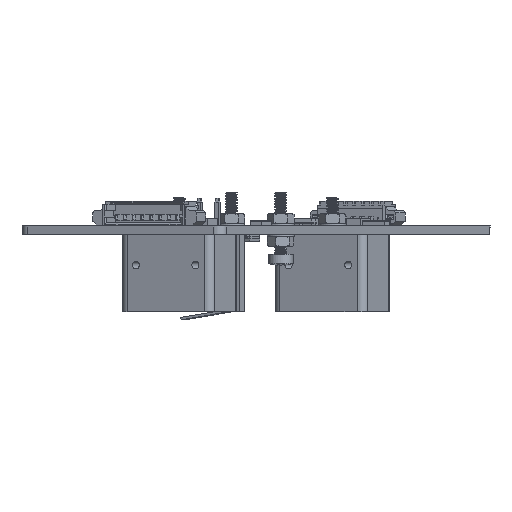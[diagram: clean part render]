
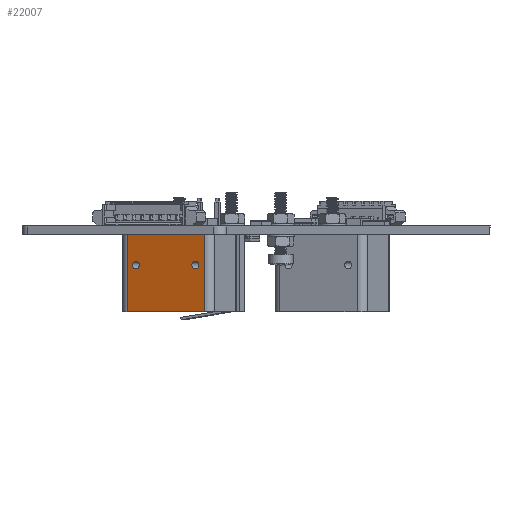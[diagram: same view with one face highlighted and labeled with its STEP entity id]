
A CAD part, left-side view. The second image highlights one B-rep face of the part: STEP entity #22007.
In plain terms, the highlighted face is planar.
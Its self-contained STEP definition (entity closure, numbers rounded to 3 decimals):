
#606=FACE_BOUND('',#2500,.T.);
#607=FACE_BOUND('',#2501,.T.);
#717=CIRCLE('',#23531,0.5);
#718=CIRCLE('',#23532,0.5);
#720=CIRCLE('',#23535,0.5);
#721=CIRCLE('',#23536,0.5);
#1260=FACE_OUTER_BOUND('',#2499,.T.);
#2499=EDGE_LOOP('',(#15069,#15070,#15071,#15072));
#2500=EDGE_LOOP('',(#15073,#15074));
#2501=EDGE_LOOP('',(#15075,#15076));
#3868=LINE('',#31410,#6627);
#3869=LINE('',#31417,#6628);
#3870=LINE('',#31420,#6629);
#3871=LINE('',#31421,#6630);
#6627=VECTOR('',#25532,10.);
#6628=VECTOR('',#25541,10.);
#6629=VECTOR('',#25544,10.);
#6630=VECTOR('',#25545,10.);
#9329=VERTEX_POINT('',#31320);
#9330=VERTEX_POINT('',#31321);
#9332=VERTEX_POINT('',#31328);
#9333=VERTEX_POINT('',#31329);
#9360=VERTEX_POINT('',#31407);
#9361=VERTEX_POINT('',#31409);
#9363=VERTEX_POINT('',#31415);
#9364=VERTEX_POINT('',#31419);
#11516=EDGE_CURVE('',#9329,#9330,#717,.T.);
#11517=EDGE_CURVE('',#9330,#9329,#718,.T.);
#11520=EDGE_CURVE('',#9332,#9333,#720,.T.);
#11521=EDGE_CURVE('',#9333,#9332,#721,.T.);
#11559=EDGE_CURVE('',#9361,#9360,#3868,.T.);
#11563=EDGE_CURVE('',#9361,#9363,#3869,.T.);
#11564=EDGE_CURVE('',#9364,#9360,#3870,.T.);
#11565=EDGE_CURVE('',#9363,#9364,#3871,.T.);
#15069=ORIENTED_EDGE('',*,*,#11563,.F.);
#15070=ORIENTED_EDGE('',*,*,#11559,.T.);
#15071=ORIENTED_EDGE('',*,*,#11564,.F.);
#15072=ORIENTED_EDGE('',*,*,#11565,.F.);
#15073=ORIENTED_EDGE('',*,*,#11516,.T.);
#15074=ORIENTED_EDGE('',*,*,#11517,.T.);
#15075=ORIENTED_EDGE('',*,*,#11520,.T.);
#15076=ORIENTED_EDGE('',*,*,#11521,.T.);
#20975=PLANE('',#23559);
#22007=ADVANCED_FACE('',(#1260,#606,#607),#20975,.T.);
#23531=AXIS2_PLACEMENT_3D('',#31322,#25451,#25452);
#23532=AXIS2_PLACEMENT_3D('',#31323,#25453,#25454);
#23535=AXIS2_PLACEMENT_3D('',#31330,#25460,#25461);
#23536=AXIS2_PLACEMENT_3D('',#31331,#25462,#25463);
#23559=AXIS2_PLACEMENT_3D('',#31418,#25542,#25543);
#25451=DIRECTION('center_axis',(0.,0.,-1.));
#25452=DIRECTION('ref_axis',(1.,0.,0.));
#25453=DIRECTION('center_axis',(0.,0.,-1.));
#25454=DIRECTION('ref_axis',(1.,0.,0.));
#25460=DIRECTION('center_axis',(0.,0.,-1.));
#25461=DIRECTION('ref_axis',(1.,0.,0.));
#25462=DIRECTION('center_axis',(0.,0.,-1.));
#25463=DIRECTION('ref_axis',(1.,0.,0.));
#25532=DIRECTION('',(1.,0.,0.));
#25541=DIRECTION('',(0.,1.,0.));
#25542=DIRECTION('center_axis',(0.,0.,1.));
#25543=DIRECTION('ref_axis',(1.,0.,0.));
#25544=DIRECTION('',(0.,-1.,0.));
#25545=DIRECTION('',(1.,0.,0.));
#31320=CARTESIAN_POINT('',(-10.25,4.,0.));
#31321=CARTESIAN_POINT('',(-11.25,4.,0.));
#31322=CARTESIAN_POINT('Origin',(-10.75,4.,0.));
#31323=CARTESIAN_POINT('Origin',(-10.75,4.,0.));
#31328=CARTESIAN_POINT('',(-1.75,4.,0.));
#31329=CARTESIAN_POINT('',(-2.75,4.,0.));
#31330=CARTESIAN_POINT('Origin',(-2.25,4.,0.));
#31331=CARTESIAN_POINT('Origin',(-2.25,4.,0.));
#31407=CARTESIAN_POINT('',(-1.,0.,0.));
#31409=CARTESIAN_POINT('',(-12.,0.,0.));
#31410=CARTESIAN_POINT('',(-13.,0.,0.));
#31415=CARTESIAN_POINT('',(-12.,10.06,0.));
#31417=CARTESIAN_POINT('',(-12.,0.,0.));
#31418=CARTESIAN_POINT('Origin',(-13.,0.,0.));
#31419=CARTESIAN_POINT('',(-1.,10.06,0.));
#31420=CARTESIAN_POINT('',(-1.,0.,0.));
#31421=CARTESIAN_POINT('',(-13.,10.06,0.));
